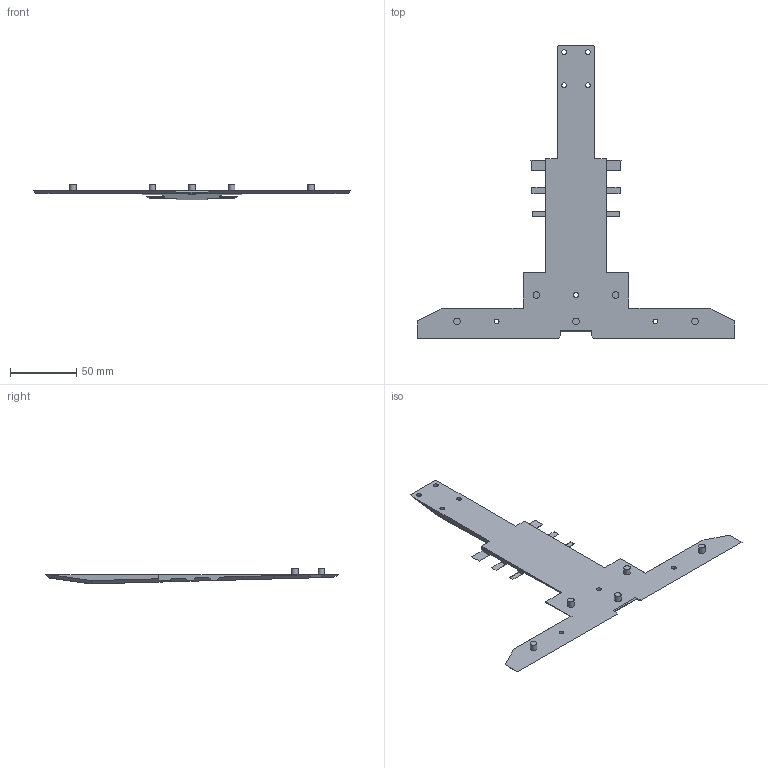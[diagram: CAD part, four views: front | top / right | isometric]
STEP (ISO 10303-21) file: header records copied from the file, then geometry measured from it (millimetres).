
FILE_DESCRIPTION(/* description */ ('Unknown'),/* implementation_level */ '2;1');
FILE_NAME(/* name */ 'Bumper_back_4_3',/* time_stamp */ '2024-03-07T19:19:34+01:00',/* author */ ('Unknown'),/* organization */ ('Unknown'),/* preprocessor_version */ 'ST-DEVELOPER v18.104',/* originating_system */ 'Solid Edge',/* authorisation */ 'Unknown');
FILE_SCHEMA (('AUTOMOTIVE_DESIGN {1 0 10303 214 3 1 1}'));
Length unit declared in the file: millimetre
Products named in the file (1): Bumper_back_4_3
Bounding box: 240 x 221.46 x 12 mm (x, y, z)
Volume: 46288.1 mm3; surface area: 30597 mm2
Topology: 1 solids, 1 shells, 117 faces, 325 edges, 218 vertices
Faces by surface type: plane 98, cylinder 19
Full cylindrical faces by diameter (mm): 3.6 x7, 5 x5, 6 x7
Entity records: 3554 total; most frequent: CARTESIAN_POINT 614, ORIENTED_EDGE 584, DIRECTION 574, EDGE_CURVE 292, LINE 246, VECTOR 246, VERTEX_POINT 204, AXIS2_PLACEMENT_3D 164
